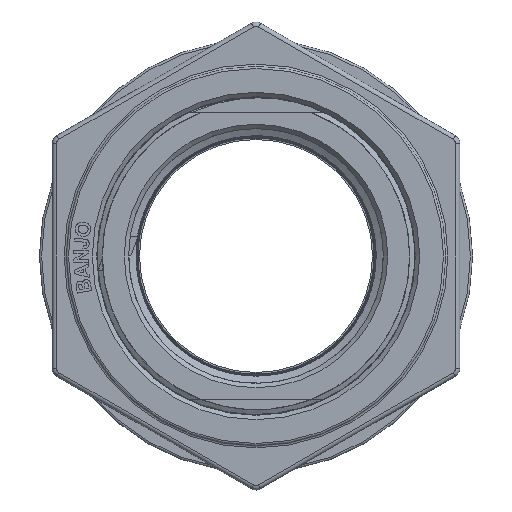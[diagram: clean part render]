
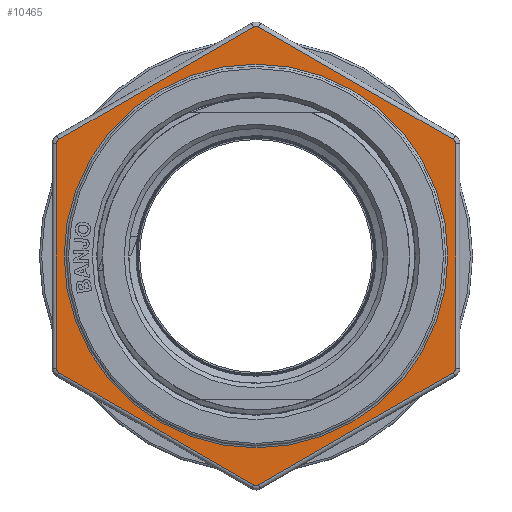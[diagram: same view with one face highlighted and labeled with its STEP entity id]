
A CAD part, left-side view. The second image highlights one B-rep face of the part: STEP entity #10465.
In plain terms, the highlighted face is planar.
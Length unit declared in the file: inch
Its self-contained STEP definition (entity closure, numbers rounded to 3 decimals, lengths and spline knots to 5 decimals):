
#10338=CARTESIAN_POINT('',(0.195,2.635,0.0));
#10339=VERTEX_POINT('',#10338);
#10340=CARTESIAN_POINT('',(0.195,0.0,0.0));
#10341=DIRECTION('',(1.0,0.0,0.0));
#10342=DIRECTION('',(0.0,-1.0,0.0));
#10343=AXIS2_PLACEMENT_3D('',#10340,#10341,#10342);
#10344=CIRCLE('',#10343,2.635);
#10345=EDGE_CURVE('',#10339,#10339,#10344,.T.);
#10353=CARTESIAN_POINT('',(0.195,2.7025,0.0));
#10354=DIRECTION('',(1.0,0.0,0.0));
#10355=DIRECTION('',(0.0,0.0,-1.0));
#10356=AXIS2_PLACEMENT_3D('',#10353,#10354,#10355);
#10357=PLANE('',#10356);
#10358=CARTESIAN_POINT('',(0.195,2.74,-1.54441));
#10359=VERTEX_POINT('',#10358);
#10360=CARTESIAN_POINT('',(0.195,2.7075,-1.6007));
#10361=VERTEX_POINT('',#10360);
#10362=CARTESIAN_POINT('',(0.195,2.675,-1.54441));
#10363=DIRECTION('',(-1.0,0.0,0.0));
#10364=DIRECTION('',(0.0,0.866,-0.5));
#10365=AXIS2_PLACEMENT_3D('',#10362,#10363,#10364);
#10366=CIRCLE('',#10365,0.065);
#10367=EDGE_CURVE('',#10359,#10361,#10366,.T.);
#10368=ORIENTED_EDGE('',*,*,#10367,.F.);
#10369=CARTESIAN_POINT('',(0.195,2.74,1.54441));
#10370=VERTEX_POINT('',#10369);
#10371=CARTESIAN_POINT('',(0.195,2.74,1.54441));
#10372=DIRECTION('',(0.0,0.0,-1.0));
#10373=VECTOR('',#10372,3.08882);
#10374=LINE('',#10371,#10373);
#10375=EDGE_CURVE('',#10370,#10359,#10374,.T.);
#10376=ORIENTED_EDGE('',*,*,#10375,.F.);
#10377=CARTESIAN_POINT('',(0.195,2.7075,1.6007));
#10378=VERTEX_POINT('',#10377);
#10379=CARTESIAN_POINT('',(0.195,2.675,1.54441));
#10380=DIRECTION('',(-1.0,0.0,0.0));
#10381=DIRECTION('',(0.0,0.866,0.5));
#10382=AXIS2_PLACEMENT_3D('',#10379,#10380,#10381);
#10383=CIRCLE('',#10382,0.065);
#10384=EDGE_CURVE('',#10378,#10370,#10383,.T.);
#10385=ORIENTED_EDGE('',*,*,#10384,.F.);
#10386=CARTESIAN_POINT('',(0.195,0.0325,3.14512));
#10387=VERTEX_POINT('',#10386);
#10388=CARTESIAN_POINT('',(0.195,0.0325,3.14512));
#10389=DIRECTION('',(0.0,0.866,-0.5));
#10390=VECTOR('',#10389,3.08882);
#10391=LINE('',#10388,#10390);
#10392=EDGE_CURVE('',#10387,#10378,#10391,.T.);
#10393=ORIENTED_EDGE('',*,*,#10392,.F.);
#10394=CARTESIAN_POINT('',(0.195,-0.0325,3.14512));
#10395=VERTEX_POINT('',#10394);
#10396=CARTESIAN_POINT('',(0.195,0.,3.08882));
#10397=DIRECTION('',(-1.0,0.0,0.0));
#10398=DIRECTION('',(0.0,0.0,1.0));
#10399=AXIS2_PLACEMENT_3D('',#10396,#10397,#10398);
#10400=CIRCLE('',#10399,0.065);
#10401=EDGE_CURVE('',#10395,#10387,#10400,.T.);
#10402=ORIENTED_EDGE('',*,*,#10401,.F.);
#10403=CARTESIAN_POINT('',(0.195,-2.7075,1.6007));
#10404=VERTEX_POINT('',#10403);
#10405=CARTESIAN_POINT('',(0.195,-2.7075,1.6007));
#10406=DIRECTION('',(0.0,0.866,0.5));
#10407=VECTOR('',#10406,3.08882);
#10408=LINE('',#10405,#10407);
#10409=EDGE_CURVE('',#10404,#10395,#10408,.T.);
#10410=ORIENTED_EDGE('',*,*,#10409,.F.);
#10411=CARTESIAN_POINT('',(0.195,-2.74,1.54441));
#10412=VERTEX_POINT('',#10411);
#10413=CARTESIAN_POINT('',(0.195,-2.675,1.54441));
#10414=DIRECTION('',(-1.0,0.0,0.0));
#10415=DIRECTION('',(0.0,-0.866,0.5));
#10416=AXIS2_PLACEMENT_3D('',#10413,#10414,#10415);
#10417=CIRCLE('',#10416,0.065);
#10418=EDGE_CURVE('',#10412,#10404,#10417,.T.);
#10419=ORIENTED_EDGE('',*,*,#10418,.F.);
#10420=CARTESIAN_POINT('',(0.195,-2.74,-1.54441));
#10421=VERTEX_POINT('',#10420);
#10422=CARTESIAN_POINT('',(0.195,-2.74,-1.54441));
#10423=DIRECTION('',(0.0,0.0,1.0));
#10424=VECTOR('',#10423,3.08882);
#10425=LINE('',#10422,#10424);
#10426=EDGE_CURVE('',#10421,#10412,#10425,.T.);
#10427=ORIENTED_EDGE('',*,*,#10426,.F.);
#10428=CARTESIAN_POINT('',(0.195,-2.7075,-1.6007));
#10429=VERTEX_POINT('',#10428);
#10430=CARTESIAN_POINT('',(0.195,-2.675,-1.54441));
#10431=DIRECTION('',(-1.0,0.0,0.0));
#10432=DIRECTION('',(0.0,-0.866,-0.5));
#10433=AXIS2_PLACEMENT_3D('',#10430,#10431,#10432);
#10434=CIRCLE('',#10433,0.065);
#10435=EDGE_CURVE('',#10429,#10421,#10434,.T.);
#10436=ORIENTED_EDGE('',*,*,#10435,.F.);
#10437=CARTESIAN_POINT('',(0.195,-0.0325,-3.14512));
#10438=VERTEX_POINT('',#10437);
#10439=CARTESIAN_POINT('',(0.195,-0.0325,-3.14512));
#10440=DIRECTION('',(0.0,-0.866,0.5));
#10441=VECTOR('',#10440,3.08882);
#10442=LINE('',#10439,#10441);
#10443=EDGE_CURVE('',#10438,#10429,#10442,.T.);
#10444=ORIENTED_EDGE('',*,*,#10443,.F.);
#10445=CARTESIAN_POINT('',(0.195,0.0325,-3.14512));
#10446=VERTEX_POINT('',#10445);
#10447=CARTESIAN_POINT('',(0.195,0.,-3.08882));
#10448=DIRECTION('',(-1.0,0.0,0.0));
#10449=DIRECTION('',(0.0,0.0,-1.0));
#10450=AXIS2_PLACEMENT_3D('',#10447,#10448,#10449);
#10451=CIRCLE('',#10450,0.065);
#10452=EDGE_CURVE('',#10446,#10438,#10451,.T.);
#10453=ORIENTED_EDGE('',*,*,#10452,.F.);
#10454=CARTESIAN_POINT('',(0.195,2.7075,-1.6007));
#10455=DIRECTION('',(0.0,-0.866,-0.5));
#10456=VECTOR('',#10455,3.08882);
#10457=LINE('',#10454,#10456);
#10458=EDGE_CURVE('',#10361,#10446,#10457,.T.);
#10459=ORIENTED_EDGE('',*,*,#10458,.F.);
#10460=EDGE_LOOP('',(#10368,#10376,#10385,#10393,#10402,#10410,#10419,#10427,#10436,#10444,#10453,#10459));
#10461=FACE_OUTER_BOUND('',#10460,.T.);
#10462=ORIENTED_EDGE('',*,*,#10345,.F.);
#10463=EDGE_LOOP('',(#10462));
#10464=FACE_BOUND('',#10463,.T.);
#10465=ADVANCED_FACE('',(#10461,#10464),#10357,.T.);
